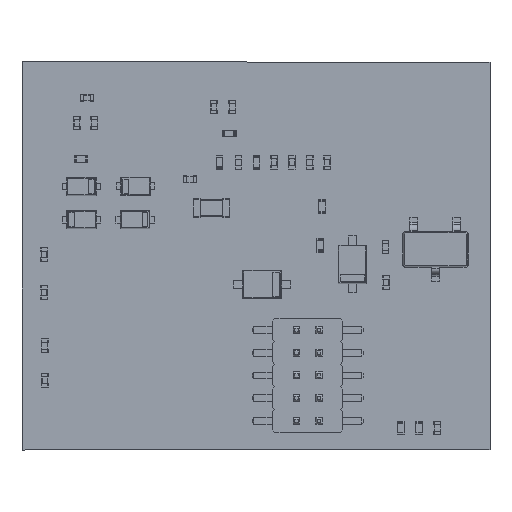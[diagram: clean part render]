
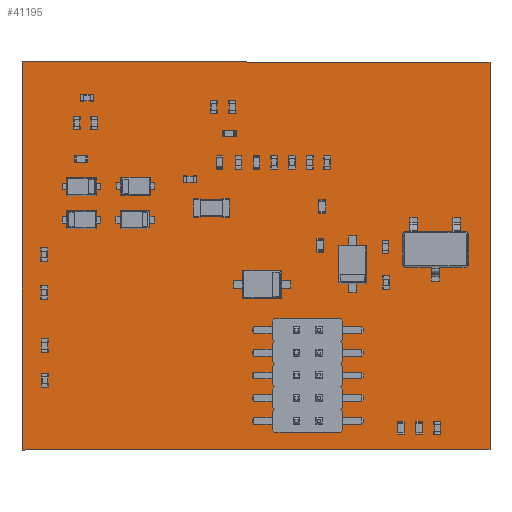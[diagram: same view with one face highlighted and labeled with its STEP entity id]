
A CAD part, top view. The second image highlights one B-rep face of the part: STEP entity #41195.
In plain terms, the highlighted planar face has unit normal (0, 0, 1).
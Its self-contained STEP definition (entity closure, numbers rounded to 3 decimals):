
#40804 = VERTEX_POINT('',#40805);
#40805 = CARTESIAN_POINT('',(22.57,34.71,1.6));
#40812 = PLANE('',#40813);
#40813 = AXIS2_PLACEMENT_3D('',#40814,#40815,#40816);
#40814 = CARTESIAN_POINT('',(22.57,34.71,0.));
#40815 = DIRECTION('',(-0.001,-1.,0.));
#40816 = DIRECTION('',(-1.,0.001,0.));
#40824 = PLANE('',#40825);
#40825 = AXIS2_PLACEMENT_3D('',#40826,#40827,#40828);
#40826 = CARTESIAN_POINT('',(22.57,17.64,0.));
#40827 = DIRECTION('',(-1.,0.,0.));
#40828 = DIRECTION('',(0.,1.,0.));
#40836 = EDGE_CURVE('',#40804,#40837,#40839,.T.);
#40837 = VERTEX_POINT('',#40838);
#40838 = CARTESIAN_POINT('',(1.95,34.73,1.6));
#40839 = SURFACE_CURVE('',#40840,(#40844,#40851),.PCURVE_S1.);
#40840 = LINE('',#40841,#40842);
#40841 = CARTESIAN_POINT('',(22.57,34.71,1.6));
#40842 = VECTOR('',#40843,1.);
#40843 = DIRECTION('',(-1.,0.001,0.));
#40844 = PCURVE('',#40812,#40845);
#40845 = DEFINITIONAL_REPRESENTATION('',(#40846),#40850);
#40846 = LINE('',#40847,#40848);
#40847 = CARTESIAN_POINT('',(0.,-1.6));
#40848 = VECTOR('',#40849,1.);
#40849 = DIRECTION('',(1.,0.));
#40850 = ( GEOMETRIC_REPRESENTATION_CONTEXT(2) 
PARAMETRIC_REPRESENTATION_CONTEXT() REPRESENTATION_CONTEXT('2D SPACE',''
  ) );
#40851 = PCURVE('',#40852,#40857);
#40852 = PLANE('',#40853);
#40853 = AXIS2_PLACEMENT_3D('',#40854,#40855,#40856);
#40854 = CARTESIAN_POINT('',(12.251,26.175,1.6));
#40855 = DIRECTION('',(0.,0.,1.));
#40856 = DIRECTION('',(1.,0.,0.));
#40857 = DEFINITIONAL_REPRESENTATION('',(#40858),#40862);
#40858 = LINE('',#40859,#40860);
#40859 = CARTESIAN_POINT('',(10.319,8.535));
#40860 = VECTOR('',#40861,1.);
#40861 = DIRECTION('',(-1.,0.001));
#40862 = ( GEOMETRIC_REPRESENTATION_CONTEXT(2) 
PARAMETRIC_REPRESENTATION_CONTEXT() REPRESENTATION_CONTEXT('2D SPACE',''
  ) );
#40880 = PLANE('',#40881);
#40881 = AXIS2_PLACEMENT_3D('',#40882,#40883,#40884);
#40882 = CARTESIAN_POINT('',(1.95,34.73,0.));
#40883 = DIRECTION('',(1.,-0.001,0.));
#40884 = DIRECTION('',(-0.001,-1.,0.));
#40922 = EDGE_CURVE('',#40837,#40923,#40925,.T.);
#40923 = VERTEX_POINT('',#40924);
#40924 = CARTESIAN_POINT('',(1.94,17.61,1.6));
#40925 = SURFACE_CURVE('',#40926,(#40930,#40937),.PCURVE_S1.);
#40926 = LINE('',#40927,#40928);
#40927 = CARTESIAN_POINT('',(1.95,34.73,1.6));
#40928 = VECTOR('',#40929,1.);
#40929 = DIRECTION('',(-0.001,-1.,0.));
#40930 = PCURVE('',#40880,#40931);
#40931 = DEFINITIONAL_REPRESENTATION('',(#40932),#40936);
#40932 = LINE('',#40933,#40934);
#40933 = CARTESIAN_POINT('',(0.,-1.6));
#40934 = VECTOR('',#40935,1.);
#40935 = DIRECTION('',(1.,0.));
#40936 = ( GEOMETRIC_REPRESENTATION_CONTEXT(2) 
PARAMETRIC_REPRESENTATION_CONTEXT() REPRESENTATION_CONTEXT('2D SPACE',''
  ) );
#40937 = PCURVE('',#40852,#40938);
#40938 = DEFINITIONAL_REPRESENTATION('',(#40939),#40943);
#40939 = LINE('',#40940,#40941);
#40940 = CARTESIAN_POINT('',(-10.301,8.555));
#40941 = VECTOR('',#40942,1.);
#40942 = DIRECTION('',(-0.001,-1.));
#40943 = ( GEOMETRIC_REPRESENTATION_CONTEXT(2) 
PARAMETRIC_REPRESENTATION_CONTEXT() REPRESENTATION_CONTEXT('2D SPACE',''
  ) );
#40961 = PLANE('',#40962);
#40962 = AXIS2_PLACEMENT_3D('',#40963,#40964,#40965);
#40963 = CARTESIAN_POINT('',(1.94,17.61,0.));
#40964 = DIRECTION('',(-0.071,0.997,0.));
#40965 = DIRECTION('',(0.997,0.071,0.));
#40998 = EDGE_CURVE('',#40923,#40999,#41001,.T.);
#40999 = VERTEX_POINT('',#41000);
#41000 = CARTESIAN_POINT('',(2.36,17.64,1.6));
#41001 = SURFACE_CURVE('',#41002,(#41006,#41013),.PCURVE_S1.);
#41002 = LINE('',#41003,#41004);
#41003 = CARTESIAN_POINT('',(1.94,17.61,1.6));
#41004 = VECTOR('',#41005,1.);
#41005 = DIRECTION('',(0.997,0.071,0.));
#41006 = PCURVE('',#40961,#41007);
#41007 = DEFINITIONAL_REPRESENTATION('',(#41008),#41012);
#41008 = LINE('',#41009,#41010);
#41009 = CARTESIAN_POINT('',(0.,-1.6));
#41010 = VECTOR('',#41011,1.);
#41011 = DIRECTION('',(1.,0.));
#41012 = ( GEOMETRIC_REPRESENTATION_CONTEXT(2) 
PARAMETRIC_REPRESENTATION_CONTEXT() REPRESENTATION_CONTEXT('2D SPACE',''
  ) );
#41013 = PCURVE('',#40852,#41014);
#41014 = DEFINITIONAL_REPRESENTATION('',(#41015),#41019);
#41015 = LINE('',#41016,#41017);
#41016 = CARTESIAN_POINT('',(-10.311,-8.565));
#41017 = VECTOR('',#41018,1.);
#41018 = DIRECTION('',(0.997,0.071));
#41019 = ( GEOMETRIC_REPRESENTATION_CONTEXT(2) 
PARAMETRIC_REPRESENTATION_CONTEXT() REPRESENTATION_CONTEXT('2D SPACE',''
  ) );
#41037 = PLANE('',#41038);
#41038 = AXIS2_PLACEMENT_3D('',#41039,#41040,#41041);
#41039 = CARTESIAN_POINT('',(2.36,17.64,0.));
#41040 = DIRECTION('',(0.,1.,0.));
#41041 = DIRECTION('',(1.,0.,0.));
#41074 = EDGE_CURVE('',#40999,#41075,#41077,.T.);
#41075 = VERTEX_POINT('',#41076);
#41076 = CARTESIAN_POINT('',(22.57,17.64,1.6));
#41077 = SURFACE_CURVE('',#41078,(#41082,#41089),.PCURVE_S1.);
#41078 = LINE('',#41079,#41080);
#41079 = CARTESIAN_POINT('',(2.36,17.64,1.6));
#41080 = VECTOR('',#41081,1.);
#41081 = DIRECTION('',(1.,0.,0.));
#41082 = PCURVE('',#41037,#41083);
#41083 = DEFINITIONAL_REPRESENTATION('',(#41084),#41088);
#41084 = LINE('',#41085,#41086);
#41085 = CARTESIAN_POINT('',(0.,-1.6));
#41086 = VECTOR('',#41087,1.);
#41087 = DIRECTION('',(1.,0.));
#41088 = ( GEOMETRIC_REPRESENTATION_CONTEXT(2) 
PARAMETRIC_REPRESENTATION_CONTEXT() REPRESENTATION_CONTEXT('2D SPACE',''
  ) );
#41089 = PCURVE('',#40852,#41090);
#41090 = DEFINITIONAL_REPRESENTATION('',(#41091),#41095);
#41091 = LINE('',#41092,#41093);
#41092 = CARTESIAN_POINT('',(-9.891,-8.535));
#41093 = VECTOR('',#41094,1.);
#41094 = DIRECTION('',(1.,0.));
#41095 = ( GEOMETRIC_REPRESENTATION_CONTEXT(2) 
PARAMETRIC_REPRESENTATION_CONTEXT() REPRESENTATION_CONTEXT('2D SPACE',''
  ) );
#41145 = EDGE_CURVE('',#41075,#40804,#41146,.T.);
#41146 = SURFACE_CURVE('',#41147,(#41151,#41158),.PCURVE_S1.);
#41147 = LINE('',#41148,#41149);
#41148 = CARTESIAN_POINT('',(22.57,17.64,1.6));
#41149 = VECTOR('',#41150,1.);
#41150 = DIRECTION('',(0.,1.,0.));
#41151 = PCURVE('',#40824,#41152);
#41152 = DEFINITIONAL_REPRESENTATION('',(#41153),#41157);
#41153 = LINE('',#41154,#41155);
#41154 = CARTESIAN_POINT('',(0.,-1.6));
#41155 = VECTOR('',#41156,1.);
#41156 = DIRECTION('',(1.,0.));
#41157 = ( GEOMETRIC_REPRESENTATION_CONTEXT(2) 
PARAMETRIC_REPRESENTATION_CONTEXT() REPRESENTATION_CONTEXT('2D SPACE',''
  ) );
#41158 = PCURVE('',#40852,#41159);
#41159 = DEFINITIONAL_REPRESENTATION('',(#41160),#41164);
#41160 = LINE('',#41161,#41162);
#41161 = CARTESIAN_POINT('',(10.319,-8.535));
#41162 = VECTOR('',#41163,1.);
#41163 = DIRECTION('',(0.,1.));
#41164 = ( GEOMETRIC_REPRESENTATION_CONTEXT(2) 
PARAMETRIC_REPRESENTATION_CONTEXT() REPRESENTATION_CONTEXT('2D SPACE',''
  ) );
#41195 = ADVANCED_FACE('',(#41196),#40852,.T.);
#41196 = FACE_BOUND('',#41197,.T.);
#41197 = EDGE_LOOP('',(#41198,#41199,#41200,#41201,#41202));
#41198 = ORIENTED_EDGE('',*,*,#40836,.T.);
#41199 = ORIENTED_EDGE('',*,*,#40922,.T.);
#41200 = ORIENTED_EDGE('',*,*,#40998,.T.);
#41201 = ORIENTED_EDGE('',*,*,#41074,.T.);
#41202 = ORIENTED_EDGE('',*,*,#41145,.T.);
